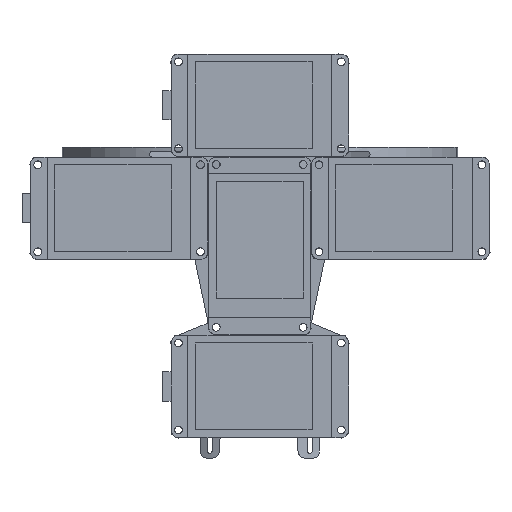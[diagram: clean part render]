
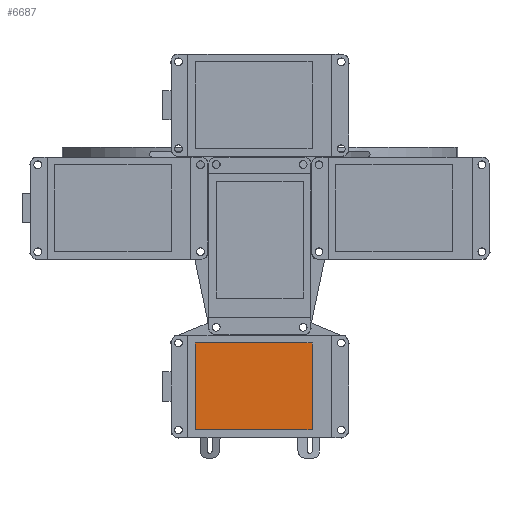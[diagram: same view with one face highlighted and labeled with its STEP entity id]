
A CAD part, top view. The second image highlights one B-rep face of the part: STEP entity #6687.
In plain terms, the highlighted planar face has unit normal (0, 0, 1).
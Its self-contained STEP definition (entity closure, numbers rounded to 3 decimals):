
#562=PLANE('',#7246);
#815=FACE_OUTER_BOUND('',#1235,.T.);
#1235=EDGE_LOOP('',(#5505,#5506,#5507,#5508));
#1831=LINE('',#10296,#2444);
#1832=LINE('',#10298,#2445);
#1833=LINE('',#10300,#2446);
#1834=LINE('',#10301,#2447);
#2444=VECTOR('',#8497,1000.);
#2445=VECTOR('',#8498,1000.);
#2446=VECTOR('',#8499,1000.);
#2447=VECTOR('',#8500,1000.);
#3218=VERTEX_POINT('',#10294);
#3219=VERTEX_POINT('',#10295);
#3220=VERTEX_POINT('',#10297);
#3221=VERTEX_POINT('',#10299);
#4024=EDGE_CURVE('',#3218,#3219,#1831,.T.);
#4025=EDGE_CURVE('',#3219,#3220,#1832,.T.);
#4026=EDGE_CURVE('',#3220,#3221,#1833,.T.);
#4027=EDGE_CURVE('',#3221,#3218,#1834,.T.);
#5505=ORIENTED_EDGE('',*,*,#4025,.F.);
#5506=ORIENTED_EDGE('',*,*,#4024,.F.);
#5507=ORIENTED_EDGE('',*,*,#4027,.F.);
#5508=ORIENTED_EDGE('',*,*,#4026,.F.);
#6687=ADVANCED_FACE('',(#815),#562,.T.);
#7246=AXIS2_PLACEMENT_3D('',#10329,#8532,#8533);
#8497=DIRECTION('',(-1.,0.,0.));
#8498=DIRECTION('',(0.,1.,0.));
#8499=DIRECTION('',(1.,0.,0.));
#8500=DIRECTION('',(0.,-1.,0.));
#8532=DIRECTION('center_axis',(0.,0.,1.));
#8533=DIRECTION('ref_axis',(1.,0.,0.));
#10294=CARTESIAN_POINT('',(21.89,-18.25,4.2));
#10295=CARTESIAN_POINT('',(-27.11,-18.25,4.2));
#10296=CARTESIAN_POINT('',(0.,-18.25,4.2));
#10297=CARTESIAN_POINT('',(-27.11,18.25,4.2));
#10298=CARTESIAN_POINT('',(-27.11,0.,4.2));
#10299=CARTESIAN_POINT('',(21.89,18.25,4.2));
#10300=CARTESIAN_POINT('',(0.,18.25,4.2));
#10301=CARTESIAN_POINT('',(21.89,0.,4.2));
#10329=CARTESIAN_POINT('Origin',(0.,0.,4.2));
